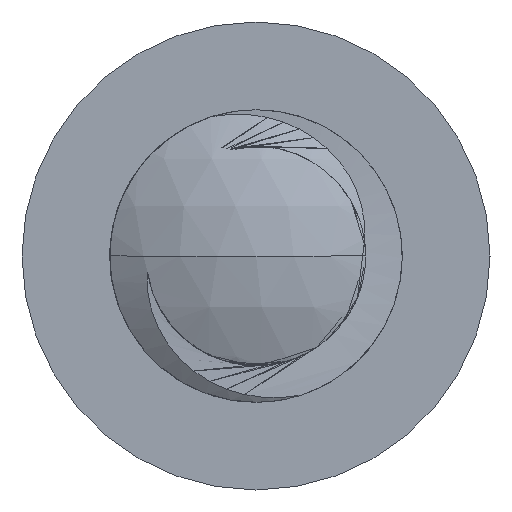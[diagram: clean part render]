
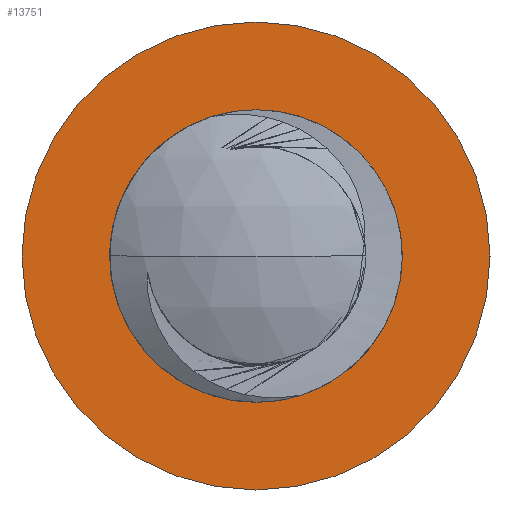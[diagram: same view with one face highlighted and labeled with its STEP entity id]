
A CAD part, left-side view. The second image highlights one B-rep face of the part: STEP entity #13751.
In plain terms, the highlighted planar face has unit normal (-1, 0, 0).
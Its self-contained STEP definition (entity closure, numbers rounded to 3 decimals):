
#102 = CARTESIAN_POINT ( 'NONE',  ( 224., 0.494, 7.5 ) ) ;
#173 = CARTESIAN_POINT ( 'NONE',  ( 224., -5.961, 4.578 ) ) ;
#316 = CARTESIAN_POINT ( 'NONE',  ( 224., -4.949, 5.657 ) ) ;
#387 = CARTESIAN_POINT ( 'NONE',  ( 224., 6.51, 3.756 ) ) ;
#773 = VERTEX_POINT ( 'NONE', #10412 ) ;
#1046 = CARTESIAN_POINT ( 'NONE',  ( 224., -7.5, 0. ) ) ;
#1214 = CARTESIAN_POINT ( 'NONE',  ( 224., 3.965, 6.371 ) ) ;
#1215 = VERTEX_POINT ( 'NONE', #11021 ) ;
#1286 = CARTESIAN_POINT ( 'NONE',  ( 224., 7.249, 1.939 ) ) ;
#1340 = VERTEX_POINT ( 'NONE', #13678 ) ;
#1430 = CARTESIAN_POINT ( 'NONE',  ( 224., 1.947, 7.247 ) ) ;
#1486 = ORIENTED_EDGE ( 'NONE', *, *, #4107, .T. ) ;
#1498 = CARTESIAN_POINT ( 'NONE',  ( 224., -6.495, 3.759 ) ) ;
#1779 = CARTESIAN_POINT ( 'NONE',  ( 224., 16., 0. ) ) ;
#2143 = DIRECTION ( 'NONE',  ( -1., 0., 0. ) ) ;
#2307 = CARTESIAN_POINT ( 'NONE',  ( 224., -1.943, 7.261 ) ) ;
#2357 = B_SPLINE_CURVE_WITH_KNOTS ( 'NONE', 1,
 ( #8299, #12778 ),
 .UNSPECIFIED., .F., .F.,
 ( 2, 2 ),
 ( 0.002, 0.005 ),
 .UNSPECIFIED. ) ;
#2515 = ORIENTED_EDGE ( 'NONE', *, *, #11945, .T. ) ;
#2529 = CARTESIAN_POINT ( 'NONE',  ( 224., 7.023, 2.644 ) ) ;
#2598 = CARTESIAN_POINT ( 'NONE',  ( 224., 7.451, 0.983 ) ) ;
#2659 = AXIS2_PLACEMENT_3D ( 'NONE', #4816, #3480, #5702 ) ;
#3167 = CARTESIAN_POINT ( 'NONE',  ( 224., -10., 0. ) ) ;
#3480 = DIRECTION ( 'NONE',  ( -1., 0., 0. ) ) ;
#3484 = CARTESIAN_POINT ( 'NONE',  ( 224., 7.106, 2.41 ) ) ;
#3558 = CARTESIAN_POINT ( 'NONE',  ( 224., -6.368, 3.969 ) ) ;
#3702 = CARTESIAN_POINT ( 'NONE',  ( 224., 4.58, 5.96 ) ) ;
#4006 = EDGE_LOOP ( 'NONE', ( #2515, #11520 ) ) ;
#4107 = EDGE_CURVE ( 'NONE', #13027, #8661, #11146, .T. ) ;
#4133 = FACE_OUTER_BOUND ( 'NONE', #4006, .T. ) ;
#4201 = DIRECTION ( 'NONE',  ( -1., 0., 0. ) ) ;
#4498 = CARTESIAN_POINT ( 'NONE',  ( 224., 0., 0. ) ) ;
#4599 = CARTESIAN_POINT ( 'NONE',  ( 224., -6.833, 3.101 ) ) ;
#4674 = CARTESIAN_POINT ( 'NONE',  ( 224., 2.417, 7.104 ) ) ;
#4816 = CARTESIAN_POINT ( 'NONE',  ( 224., 0., 0. ) ) ;
#4820 = CARTESIAN_POINT ( 'NONE',  ( 224., 7.5, 0. ) ) ;
#4904 = DIRECTION ( 'NONE',  ( 0., 0., 1. ) ) ;
#5114 = EDGE_LOOP ( 'NONE', ( #10494, #12255, #1486, #8697, #7848 ) ) ;
#5243 = AXIS2_PLACEMENT_3D ( 'NONE', #11737, #4201, #6156 ) ;
#5702 = DIRECTION ( 'NONE',  ( 0., 0., 1. ) ) ;
#5706 = CARTESIAN_POINT ( 'NONE',  ( 224., -3.75, 6.5 ) ) ;
#5928 = CARTESIAN_POINT ( 'NONE',  ( 224., 0.981, 7.452 ) ) ;
#6118 = EDGE_CURVE ( 'NONE', #773, #13027, #2357, .T. ) ;
#6156 = DIRECTION ( 'NONE',  ( 0., 0., 1. ) ) ;
#6280 = DIRECTION ( 'NONE',  ( 1., 0., 0. ) ) ;
#6818 = CARTESIAN_POINT ( 'NONE',  ( 224., -7.5, 0. ) ) ;
#6854 = EDGE_CURVE ( 'NONE', #8661, #1340, #6949, .T. ) ;
#6891 = CARTESIAN_POINT ( 'NONE',  ( 224., 5.966, 4.571 ) ) ;
#6949 = B_SPLINE_CURVE_WITH_KNOTS ( 'NONE', 1,
 ( #1046, #3167 ),
 .UNSPECIFIED., .F., .F.,
 ( 2, 2 ),
 ( 0., 0.003 ),
 .UNSPECIFIED. ) ;
#6981 = CARTESIAN_POINT ( 'NONE',  ( 224., 0., 0. ) ) ;
#7032 = CARTESIAN_POINT ( 'NONE',  ( 224., 5.649, 4.957 ) ) ;
#7098 = CARTESIAN_POINT ( 'NONE',  ( 224., 7.5, 0.495 ) ) ;
#7230 = PLANE ( 'NONE',  #9137 ) ;
#7848 = ORIENTED_EDGE ( 'NONE', *, *, #14038, .F. ) ;
#7872 = CARTESIAN_POINT ( 'NONE',  ( 224., 7.5, 0. ) ) ;
#7988 = CARTESIAN_POINT ( 'NONE',  ( 224., -3.316, 6.732 ) ) ;
#8063 = CARTESIAN_POINT ( 'NONE',  ( 224., 6.74, 3.325 ) ) ;
#8079 = AXIS2_PLACEMENT_3D ( 'NONE', #6981, #8297, #4904 ) ;
#8274 = CARTESIAN_POINT ( 'NONE',  ( 224., 0., -10. ) ) ;
#8297 = DIRECTION ( 'NONE',  ( -1., 0., 0. ) ) ;
#8299 = CARTESIAN_POINT ( 'NONE',  ( 224., 10., 0. ) ) ;
#8445 = VERTEX_POINT ( 'NONE', #10321 ) ;
#8661 = VERTEX_POINT ( 'NONE', #10744 ) ;
#8697 = ORIENTED_EDGE ( 'NONE', *, *, #6854, .T. ) ;
#8758 = VERTEX_POINT ( 'NONE', #8274 ) ;
#9097 = CARTESIAN_POINT ( 'NONE',  ( 224., -7.45, 0.991 ) ) ;
#9137 = AXIS2_PLACEMENT_3D ( 'NONE', #1779, #6280, #10745 ) ;
#9243 = CARTESIAN_POINT ( 'NONE',  ( 224., -3.091, 6.838 ) ) ;
#9312 = CARTESIAN_POINT ( 'NONE',  ( 224., -5.65, 4.957 ) ) ;
#9706 = CIRCLE ( 'NONE', #8079, 10. ) ;
#9719 = CIRCLE ( 'NONE', #2659, 16. ) ;
#9887 = EDGE_CURVE ( 'NONE', #773, #8758, #9706, .T. ) ;
#10186 = CARTESIAN_POINT ( 'NONE',  ( 224., -3.961, 6.374 ) ) ;
#10258 = CARTESIAN_POINT ( 'NONE',  ( 224., -2.41, 7.119 ) ) ;
#10321 = CARTESIAN_POINT ( 'NONE',  ( 224., 0., 16. ) ) ;
#10327 = CARTESIAN_POINT ( 'NONE',  ( 224., 3.752, 6.499 ) ) ;
#10399 = CARTESIAN_POINT ( 'NONE',  ( 224., -4.57, 5.967 ) ) ;
#10412 = CARTESIAN_POINT ( 'NONE',  ( 224., 10., 0. ) ) ;
#10494 = ORIENTED_EDGE ( 'NONE', *, *, #9887, .F. ) ;
#10744 = CARTESIAN_POINT ( 'NONE',  ( 224., -7.5, 0. ) ) ;
#10745 = DIRECTION ( 'NONE',  ( 0., 0., -1. ) ) ;
#11021 = CARTESIAN_POINT ( 'NONE',  ( 224., 0., -16. ) ) ;
#11044 = DIRECTION ( 'NONE',  ( 0., 0., 1. ) ) ;
#11146 = B_SPLINE_CURVE_WITH_KNOTS ( 'NONE', 3,
 ( #4820, #7098, #2598, #12620, #1286, #3484, #2529, #8063, #387, #6891, #7032, #13496, #3702, #1214, #10327, #11511, #13642, #4674, #1430, #11582, #5928, #102, #12392, #13718, #2307, #10258, #9243, #7988, #5706, #10186, #10399, #316, #9312, #173, #3558, #1498, #12546, #4599, #11364, #11290, #9097, #13788, #6818 ),
 .UNSPECIFIED., .F., .F.,
 ( 4, 2, 2, 2, 2, 2, 2, 2, 1, 2, 2, 2, 2, 2, 2, 2, 2, 2, 2, 2, 2, 4 ),
 ( 0., 0.001, 0.002, 0.003, 0.004, 0.006, 0.007, 0.008, 0.009, 0.01, 0.01, 0.012, 0.013, 0.015, 0.015, 0.016, 0.018, 0.019, 0.02, 0.021, 0.022, 0.023 ),
 .UNSPECIFIED. ) ;
#11290 = CARTESIAN_POINT ( 'NONE',  ( 224., -7.258, 1.952 ) ) ;
#11364 = CARTESIAN_POINT ( 'NONE',  ( 224., -7.116, 2.419 ) ) ;
#11511 = CARTESIAN_POINT ( 'NONE',  ( 224., 3.319, 6.73 ) ) ;
#11520 = ORIENTED_EDGE ( 'NONE', *, *, #13499, .T. ) ;
#11582 = CARTESIAN_POINT ( 'NONE',  ( 224., 1.707, 7.307 ) ) ;
#11737 = CARTESIAN_POINT ( 'NONE',  ( 224., 0., 0. ) ) ;
#11945 = EDGE_CURVE ( 'NONE', #8445, #1215, #12547, .T. ) ;
#12255 = ORIENTED_EDGE ( 'NONE', *, *, #6118, .T. ) ;
#12392 = CARTESIAN_POINT ( 'NONE',  ( 224., -0.484, 7.5 ) ) ;
#12546 = CARTESIAN_POINT ( 'NONE',  ( 224., -6.727, 3.326 ) ) ;
#12547 = CIRCLE ( 'NONE', #5243, 16. ) ;
#12620 = CARTESIAN_POINT ( 'NONE',  ( 224., 7.309, 1.701 ) ) ;
#12778 = CARTESIAN_POINT ( 'NONE',  ( 224., 7.5, 0. ) ) ;
#12882 = AXIS2_PLACEMENT_3D ( 'NONE', #4498, #2143, #11044 ) ;
#13027 = VERTEX_POINT ( 'NONE', #7872 ) ;
#13496 = CARTESIAN_POINT ( 'NONE',  ( 224., 4.957, 5.649 ) ) ;
#13499 = EDGE_CURVE ( 'NONE', #1215, #8445, #9719, .T. ) ;
#13642 = CARTESIAN_POINT ( 'NONE',  ( 224., 2.877, 6.939 ) ) ;
#13678 = CARTESIAN_POINT ( 'NONE',  ( 224., -10., 0. ) ) ;
#13718 = CARTESIAN_POINT ( 'NONE',  ( 224., -0.981, 7.452 ) ) ;
#13751 = ADVANCED_FACE ( 'NONE', ( #13930, #4133 ), #7230, .F. ) ;
#13788 = CARTESIAN_POINT ( 'NONE',  ( 224., -7.5, 0.495 ) ) ;
#13930 = FACE_BOUND ( 'NONE', #5114, .T. ) ;
#14038 = EDGE_CURVE ( 'NONE', #8758, #1340, #14063, .T. ) ;
#14063 = CIRCLE ( 'NONE', #12882, 10. ) ;
